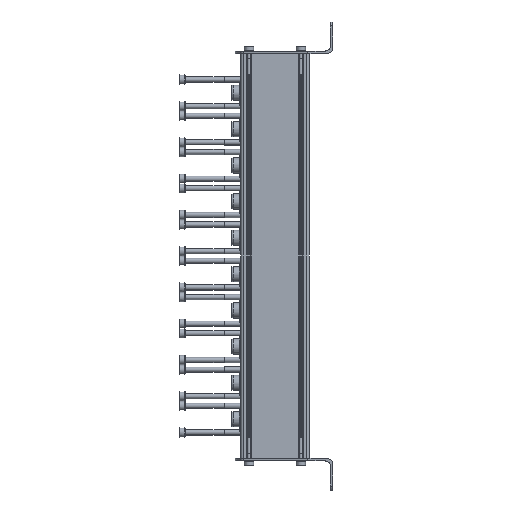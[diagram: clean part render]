
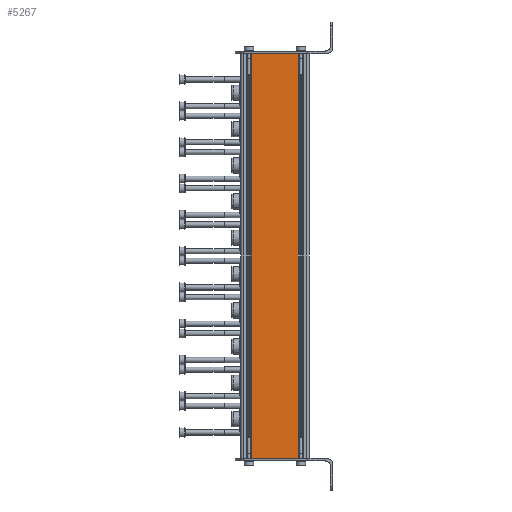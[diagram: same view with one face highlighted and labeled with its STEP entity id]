
A CAD part, left-side view. The second image highlights one B-rep face of the part: STEP entity #5267.
In plain terms, the highlighted planar face has unit normal (-1, 0, 0).
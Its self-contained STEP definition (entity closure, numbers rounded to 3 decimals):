
#418=LINE('',#8708,#748);
#419=LINE('',#8710,#749);
#420=LINE('',#8712,#750);
#421=LINE('',#8714,#751);
#748=VECTOR('',#6778,1000.);
#749=VECTOR('',#6781,1000.);
#750=VECTOR('',#6782,1000.);
#751=VECTOR('',#6783,1000.);
#982=PLANE('',#5775);
#1718=ORIENTED_EDGE('',*,*,#3029,.F.);
#1719=ORIENTED_EDGE('',*,*,#3028,.F.);
#1720=ORIENTED_EDGE('',*,*,#3030,.T.);
#1721=ORIENTED_EDGE('',*,*,#3031,.T.);
#3028=EDGE_CURVE('',#3651,#3650,#418,.T.);
#3029=EDGE_CURVE('',#3650,#3652,#419,.T.);
#3030=EDGE_CURVE('',#3651,#3653,#420,.T.);
#3031=EDGE_CURVE('',#3653,#3652,#421,.T.);
#3650=VERTEX_POINT('',#8705);
#3651=VERTEX_POINT('',#8707);
#3652=VERTEX_POINT('',#8711);
#3653=VERTEX_POINT('',#8713);
#4138=EDGE_LOOP('',(#1718,#1719,#1720,#1721));
#4646=FACE_BOUND('',#4138,.T.);
#5267=ADVANCED_FACE('',(#4646),#982,.T.);
#5775=AXIS2_PLACEMENT_3D('',#8709,#6779,#6780);
#6778=DIRECTION('',(0.,0.,1.));
#6779=DIRECTION('',(-1.,0.,0.));
#6780=DIRECTION('',(0.,0.,1.));
#6781=DIRECTION('',(0.,-1.,0.));
#6782=DIRECTION('',(0.,-1.,0.));
#6783=DIRECTION('',(0.,0.,1.));
#8705=CARTESIAN_POINT('',(-14.35,17.679,0.));
#8707=CARTESIAN_POINT('',(-14.35,17.679,-307.));
#8708=CARTESIAN_POINT('',(-14.35,17.679,-307.));
#8709=CARTESIAN_POINT('',(-14.35,17.679,-307.));
#8710=CARTESIAN_POINT('',(-14.35,17.679,0.));
#8711=CARTESIAN_POINT('',(-14.35,-17.679,0.));
#8712=CARTESIAN_POINT('',(-14.35,17.679,-307.));
#8713=CARTESIAN_POINT('',(-14.35,-17.679,-307.));
#8714=CARTESIAN_POINT('',(-14.35,-17.679,-307.));
